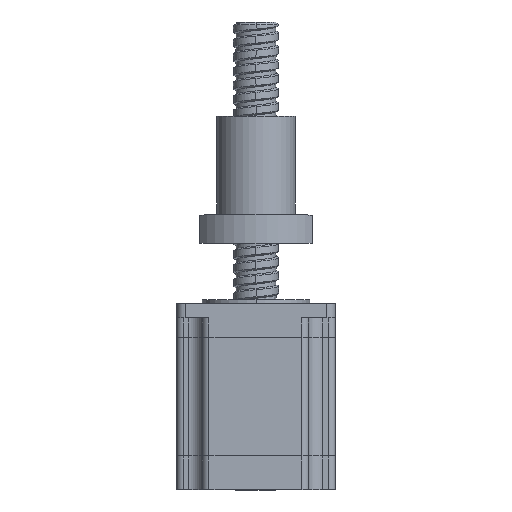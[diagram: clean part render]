
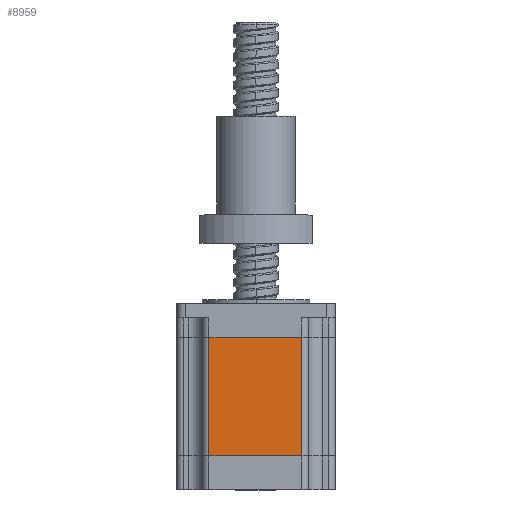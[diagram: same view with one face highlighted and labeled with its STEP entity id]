
A CAD part, top view. The second image highlights one B-rep face of the part: STEP entity #8959.
In plain terms, the highlighted planar face has unit normal (0, 0, 1).
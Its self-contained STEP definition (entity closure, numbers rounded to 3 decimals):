
#1599 = ORIENTED_EDGE ( 'NONE', *, *, #8607, .F. ) ;
#1714 = EDGE_CURVE ( 'NONE', #20712, #4890, #22349, .T. ) ;
#2398 = LINE ( 'NONE', #9143, #19742 ) ;
#2466 = VERTEX_POINT ( 'NONE', #19220 ) ;
#2841 = CARTESIAN_POINT ( 'NONE',  ( 16.3, -7.001, 28.1 ) ) ;
#4890 = VERTEX_POINT ( 'NONE', #2841 ) ;
#5638 = ORIENTED_EDGE ( 'NONE', *, *, #12380, .T. ) ;
#5989 = CARTESIAN_POINT ( 'NONE',  ( 16.3, -61., 28.1 ) ) ;
#8089 = ORIENTED_EDGE ( 'NONE', *, *, #17704, .F. ) ;
#8417 = CARTESIAN_POINT ( 'NONE',  ( 25.1, -7.001, 28.1 ) ) ;
#8607 = EDGE_CURVE ( 'NONE', #2466, #20712, #2398, .T. ) ;
#8959 = ADVANCED_FACE ( 'NONE', ( #18256 ), #11411, .F. ) ;
#9143 = CARTESIAN_POINT ( 'NONE',  ( -16.7, -61., 28.1 ) ) ;
#9569 = AXIS2_PLACEMENT_3D ( 'NONE', #13021, #21810, #11641 ) ;
#9725 = DIRECTION ( 'NONE',  ( 1., 0., 0. ) ) ;
#9750 = LINE ( 'NONE', #19904, #20601 ) ;
#9976 = VERTEX_POINT ( 'NONE', #13679 ) ;
#11411 = PLANE ( 'NONE',  #9569 ) ;
#11641 = DIRECTION ( 'NONE',  ( -1., 0., 0. ) ) ;
#12380 = EDGE_CURVE ( 'NONE', #9976, #4890, #14682, .T. ) ;
#13021 = CARTESIAN_POINT ( 'NONE',  ( 25.1, 5., 28.1 ) ) ;
#13679 = CARTESIAN_POINT ( 'NONE',  ( 16.3, -48.99, 28.1 ) ) ;
#14217 = ORIENTED_EDGE ( 'NONE', *, *, #1714, .F. ) ;
#14569 = VECTOR ( 'NONE', #9725, 1000. ) ;
#14620 = DIRECTION ( 'NONE',  ( 0., 1., 0. ) ) ;
#14682 = LINE ( 'NONE', #5989, #20932 ) ;
#15612 = EDGE_LOOP ( 'NONE', ( #8089, #5638, #14217, #1599 ) ) ;
#17704 = EDGE_CURVE ( 'NONE', #9976, #2466, #9750, .T. ) ;
#18187 = DIRECTION ( 'NONE',  ( -1., 0., 0. ) ) ;
#18256 = FACE_OUTER_BOUND ( 'NONE', #15612, .T. ) ;
#18317 = DIRECTION ( 'NONE',  ( 0., 1., 0. ) ) ;
#19220 = CARTESIAN_POINT ( 'NONE',  ( -16.7, -48.99, 28.1 ) ) ;
#19742 = VECTOR ( 'NONE', #14620, 1000. ) ;
#19904 = CARTESIAN_POINT ( 'NONE',  ( 25.1, -48.99, 28.1 ) ) ;
#20601 = VECTOR ( 'NONE', #18187, 1000. ) ;
#20712 = VERTEX_POINT ( 'NONE', #21970 ) ;
#20932 = VECTOR ( 'NONE', #18317, 1000. ) ;
#21810 = DIRECTION ( 'NONE',  ( 0., 0., -1. ) ) ;
#21970 = CARTESIAN_POINT ( 'NONE',  ( -16.7, -7.001, 28.1 ) ) ;
#22349 = LINE ( 'NONE', #8417, #14569 ) ;
